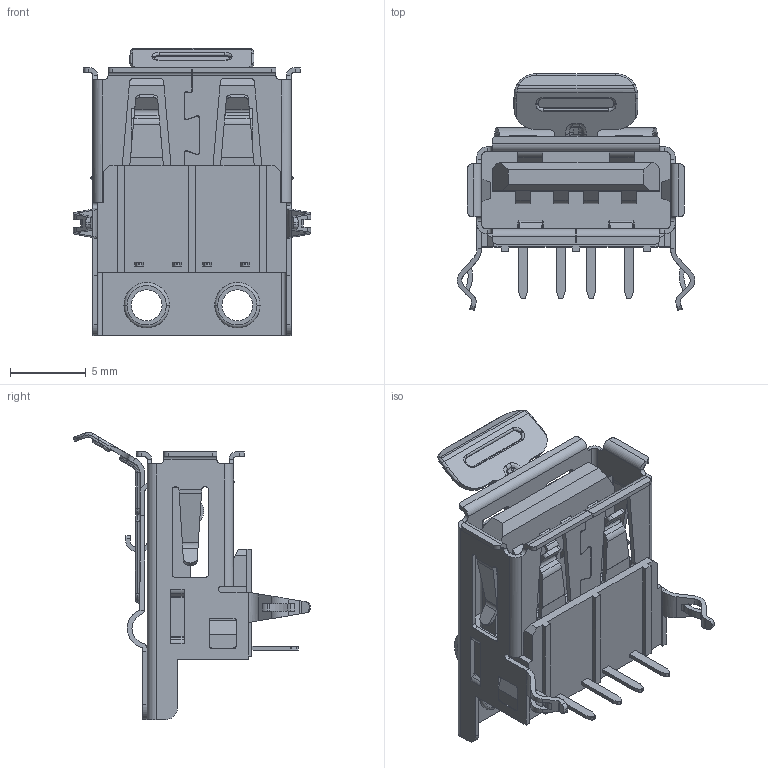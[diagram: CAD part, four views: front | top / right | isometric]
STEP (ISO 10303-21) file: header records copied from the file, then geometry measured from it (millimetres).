
FILE_DESCRIPTION (( 'STEP AP214' ), '1' );
FILE_NAME ('LUSBA11100.STEP', '2023-06-08T10:12:14', ( '' ), ( '' ), 'SwSTEP 2.0', 'SolidWorks 2021', '' );
FILE_SCHEMA (( 'AUTOMOTIVE_DESIGN' ));
Length unit declared in the file: millimetre
Products named in the file (2): LUSBA11100--3DModel-STEP-533217; LUSBA11100
Assembly tree (1 placements, depth 2):
  LUSBA11100
    LUSBA11100--3DModel-STEP-533217
Bounding box: 15.7 x 15.63 x 18.98 mm (x, y, z)
Volume: 754.5 mm3; surface area: 1973.2 mm2
Topology: 1 solids, 1 shells, 833 faces, 2340 edges, 1515 vertices
Faces by surface type: plane 422, cylinder 331, torus 50, bspline 30
Entity records: 29320 total; most frequent: CARTESIAN_POINT 7712, ORIENTED_EDGE 4672, DIRECTION 4397, EDGE_CURVE 2336, VERTEX_POINT 1515, VECTOR 1509, LINE 1509, AXIS2_PLACEMENT_3D 1444
